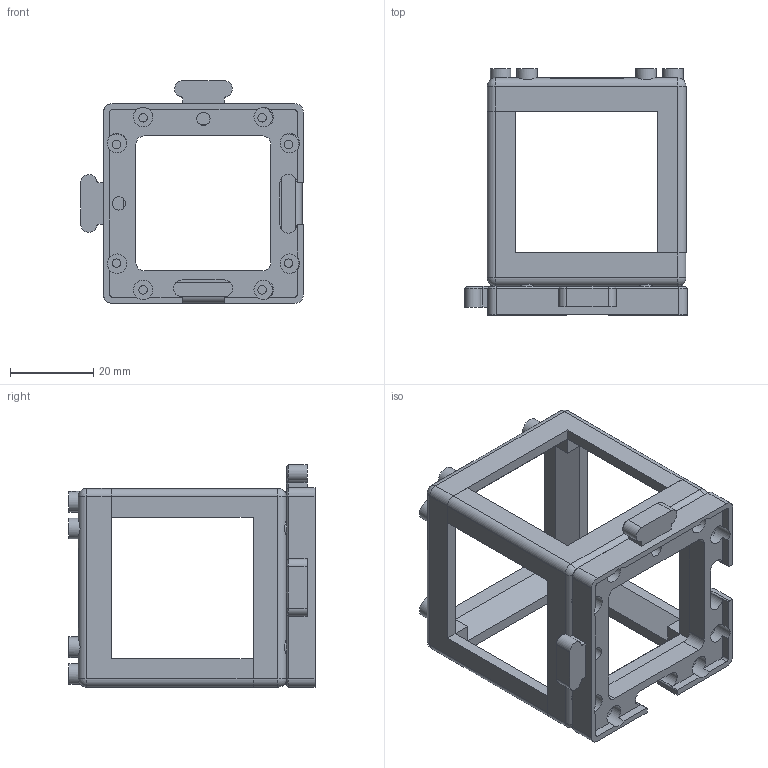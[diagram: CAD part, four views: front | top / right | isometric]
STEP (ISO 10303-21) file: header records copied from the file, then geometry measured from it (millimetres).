
FILE_DESCRIPTION(/* description */ (''),/* implementation_level */ '2;1');
FILE_NAME(/* name */ 'EXPERIMENT_LEGO_Assembly_Cube_empty_IM_v3.iam.step',/* time_stamp */ '2022-11-29T09:19:54+01:00',/* author */ ('B'),/* organization */ (''),/* preprocessor_version */ 'ST-DEVELOPER v18.1',/* originating_system */ 'Autodesk Inventor 2022',/* authorisation */ '');
FILE_SCHEMA (('AUTOMOTIVE_DESIGN { 1 0 10303 214 3 1 1 }'));
Length unit declared in the file: millimetre
Products named in the file (3): EXPERIMENT_LEGO_Assembly_Cube_empty_IM_v3; EXPERIMENT_LEGO_10_Cube_1x1_IM; 10_Base_puzzle_v3
Assembly tree (3 placements, depth 2):
  EXPERIMENT_LEGO_Assembly_Cube_empty_IM_v3
    EXPERIMENT_LEGO_10_Cube_1x1_IM  x2
    10_Base_puzzle_v3
Bounding box: 53.5 x 59.21 x 53.5 mm (x, y, z)
Volume: 24294.4 mm3; surface area: 20240.1 mm2
Topology: 3 solids, 3 shells, 422 faces, 1134 edges, 704 vertices
Faces by surface type: plane 210, cylinder 144, cone 40, bspline 20, sphere 8
Full cylindrical faces by diameter (mm): 2.05 x16, 3.2 x2, 4.7 x8, 4.95 x16, 7 x2
Entity records: 9292 total; most frequent: CARTESIAN_POINT 2020, DIRECTION 1524, ORIENTED_EDGE 1472, EDGE_CURVE 736, AXIS2_PLACEMENT_3D 536, VERTEX_POINT 466, LINE 452, VECTOR 452
